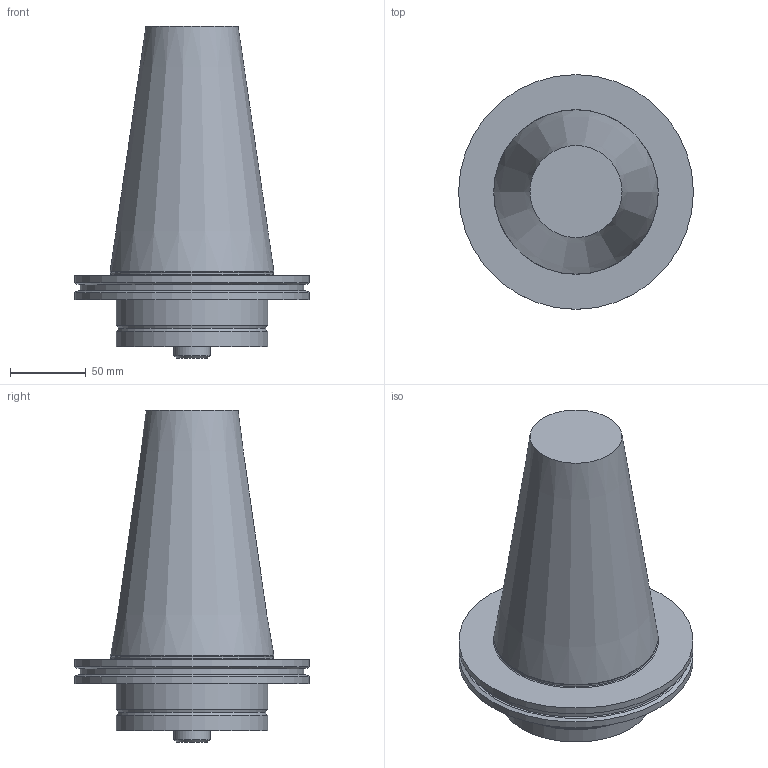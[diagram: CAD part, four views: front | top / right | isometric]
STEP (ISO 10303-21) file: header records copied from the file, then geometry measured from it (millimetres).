
FILE_DESCRIPTION(/* description */ ('3-D model version:1'),/* implementation_level */ '2;1');
FILE_NAME(/* name */ 'C10-390.140-60050',/* time_stamp */ '2016-12-02T13:55:18',/* author */ ('InteractiveCad'),/* organization */ ('AB Sandvik Coromant'),/* preprocessor_version */ 'ST-DEVELOPER v11',/* originating_system */ 'SIEMENS UGS NX 6.0',/* authorization */ '');
FILE_SCHEMA(('AUTOMOTIVE_DESIGN'));
Length unit declared in the file: millimetre
Products named in the file (1): ds681106m3fv
Bounding box: 154.95 x 154.95 x 219.15 mm (x, y, z)
Volume: 1492200 mm3; surface area: 96820.8 mm2
Topology: 1 solids, 1 shells, 24 faces, 38 edges, 23 vertices
Faces by surface type: plane 9, cone 7, cylinder 7, torus 1
Full cylindrical faces by diameter (mm): 24 x1, 100 x2, 107.5 x1, 147.45 x1, 154.95 x2
Entity records: 521 total; most frequent: DIRECTION 104, CARTESIAN_POINT 75, AXIS2_PLACEMENT_3D 52, EDGE_LOOP 46, ORIENTED_EDGE 46, FACE_BOUND 44, ADVANCED_FACE 24, VERTEX_POINT 23
